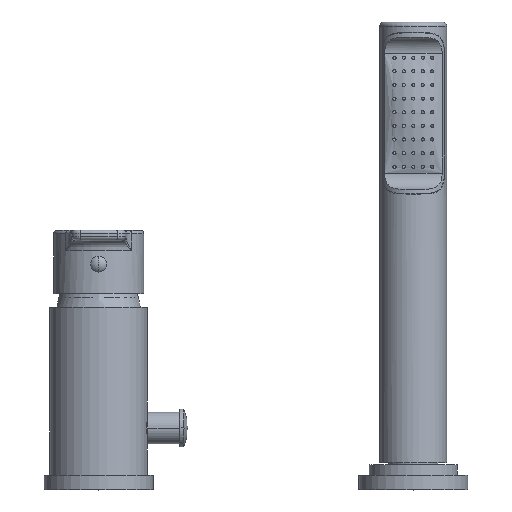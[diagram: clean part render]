
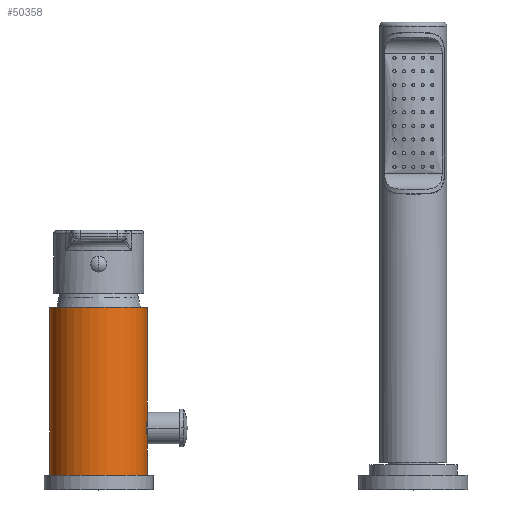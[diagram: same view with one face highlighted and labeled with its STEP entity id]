
A CAD part, top view. The second image highlights one B-rep face of the part: STEP entity #50358.
In plain terms, the highlighted cylindrical face has radius 23.25 mm (diameter 46.5 mm), a partial arc.
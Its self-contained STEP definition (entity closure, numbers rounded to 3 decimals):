
#13785=CARTESIAN_POINT('',(0.,80.,0.));
#13786=DIRECTION('',(0.,-1.,0.));
#13787=DIRECTION('',(1.,0.,0.));
#13788=AXIS2_PLACEMENT_3D('',#13785,#13786,#13787);
#13805=DIRECTION('',(0.,1.,0.));
#13806=VECTOR('',#13805,14.422);
#13807=CARTESIAN_POINT('',(23.25,0.,0.));
#13808=LINE('',#13807,#13806);
#13901=DIRECTION('',(0.,1.,0.));
#13902=VECTOR('',#13901,49.422);
#13903=CARTESIAN_POINT('',(23.25,30.578,0.));
#13904=LINE('',#13903,#13902);
#13905=DIRECTION('',(0.,1.,0.));
#13906=VECTOR('',#13905,80.);
#13907=CARTESIAN_POINT('',(-23.25,0.,0.));
#13908=LINE('',#13907,#13906);
#18059=CARTESIAN_POINT('',(0.,0.,0.));
#18060=DIRECTION('',(0.,-1.,0.));
#18061=DIRECTION('',(1.,0.,0.));
#18062=AXIS2_PLACEMENT_3D('',#18059,#18060,#18061);
#18064=CARTESIAN_POINT('',(22.81,22.5,4.5));
#18065=CARTESIAN_POINT('',(22.81,22.66,4.5));
#18066=CARTESIAN_POINT('',(22.812,22.98,4.492));
#18067=CARTESIAN_POINT('',(22.819,23.46,4.455));
#18068=CARTESIAN_POINT('',(22.831,23.937,4.395));
#18069=CARTESIAN_POINT('',(22.847,24.412,4.31));
#18070=CARTESIAN_POINT('',(22.867,24.882,4.201));
#18071=CARTESIAN_POINT('',(22.892,25.347,4.068));
#18072=CARTESIAN_POINT('',(22.919,25.806,3.911));
#18073=CARTESIAN_POINT('',(22.949,26.257,3.73));
#18074=CARTESIAN_POINT('',(22.981,26.699,3.526));
#18075=CARTESIAN_POINT('',(23.015,27.131,3.3));
#18076=CARTESIAN_POINT('',(23.049,27.55,3.051));
#18077=CARTESIAN_POINT('',(23.084,27.957,2.782));
#18078=CARTESIAN_POINT('',(23.117,28.348,2.492));
#18079=CARTESIAN_POINT('',(23.148,28.723,2.183));
#18080=CARTESIAN_POINT('',(23.177,29.081,1.857));
#18081=CARTESIAN_POINT('',(23.202,29.421,1.513));
#18082=CARTESIAN_POINT('',(23.222,29.742,1.155));
#18083=CARTESIAN_POINT('',(23.238,30.042,
0.783));
#18084=CARTESIAN_POINT('',(23.248,30.322,
0.398));
#18085=CARTESIAN_POINT('',(23.25,30.495,0.134));
#18086=CARTESIAN_POINT('',(23.25,30.578,0.));
#18088=CARTESIAN_POINT('',(23.25,14.422,0.));
#18089=CARTESIAN_POINT('',(23.25,14.505,0.134));
#18090=CARTESIAN_POINT('',(23.248,14.678,
0.398));
#18091=CARTESIAN_POINT('',(23.238,14.958,
0.783));
#18092=CARTESIAN_POINT('',(23.222,15.258,1.155));
#18093=CARTESIAN_POINT('',(23.202,15.579,1.513));
#18094=CARTESIAN_POINT('',(23.177,15.919,1.857));
#18095=CARTESIAN_POINT('',(23.148,16.277,2.183));
#18096=CARTESIAN_POINT('',(23.117,16.652,2.492));
#18097=CARTESIAN_POINT('',(23.084,17.043,2.782));
#18098=CARTESIAN_POINT('',(23.049,17.45,3.051));
#18099=CARTESIAN_POINT('',(23.015,17.869,3.3));
#18100=CARTESIAN_POINT('',(22.981,18.301,3.526));
#18101=CARTESIAN_POINT('',(22.949,18.743,3.73));
#18102=CARTESIAN_POINT('',(22.919,19.194,3.911));
#18103=CARTESIAN_POINT('',(22.892,19.653,4.068));
#18104=CARTESIAN_POINT('',(22.867,20.118,4.201));
#18105=CARTESIAN_POINT('',(22.847,20.588,4.31));
#18106=CARTESIAN_POINT('',(22.831,21.063,4.395));
#18107=CARTESIAN_POINT('',(22.819,21.54,4.455));
#18108=CARTESIAN_POINT('',(22.812,22.02,4.492));
#18109=CARTESIAN_POINT('',(22.81,22.34,4.5));
#18110=CARTESIAN_POINT('',(22.81,22.5,4.5));
#21079=CARTESIAN_POINT('',(23.25,80.,0.));
#21080=CARTESIAN_POINT('',(-23.25,80.,0.));
#21081=VERTEX_POINT('',#21079);
#21082=VERTEX_POINT('',#21080);
#21101=VERTEX_POINT('',#18088);
#21102=VERTEX_POINT('',#18110);
#21103=VERTEX_POINT('',#18086);
#24847=CARTESIAN_POINT('',(23.25,0.,0.));
#24848=CARTESIAN_POINT('',(-23.25,0.,0.));
#24849=VERTEX_POINT('',#24847);
#24850=VERTEX_POINT('',#24848);
#50344=CARTESIAN_POINT('',(0.,86.5,0.));
#50345=DIRECTION('',(0.,-1.,0.));
#50346=DIRECTION('',(-1.,0.,0.));
#50347=AXIS2_PLACEMENT_3D('',#50344,#50345,#50346);
#50348=CYLINDRICAL_SURFACE('',#50347,23.25);
#50349=ORIENTED_EDGE('',*,*,#44477,.T.);
#50350=ORIENTED_EDGE('',*,*,#44454,.T.);
#50351=ORIENTED_EDGE('',*,*,#44421,.F.);
#50352=ORIENTED_EDGE('',*,*,#44451,.F.);
#50353=ORIENTED_EDGE('',*,*,#50330,.F.);
#50354=ORIENTED_EDGE('',*,*,#50309,.F.);
#50355=ORIENTED_EDGE('',*,*,#44445,.F.);
#50356=EDGE_LOOP('',(#50349,#50350,#50351,#50352,#50353,#50354,#50355));
#50357=FACE_OUTER_BOUND('',#50356,.F.);
#50358=ADVANCED_FACE('',(#50357),#50348,.T.);
#13789=CIRCLE('',#13788,23.25);
#18063=CIRCLE('',#18062,23.25);
#18087=B_SPLINE_CURVE_WITH_KNOTS('',3,(#18064,#18065,#18066,#18067,#18068,
#18069,#18070,#18071,#18072,#18073,#18074,#18075,#18076,#18077,#18078,#18079,
#18080,#18081,#18082,#18083,#18084,#18085,#18086),.UNSPECIFIED.,.F.,.F.,(4,1,1,
1,1,1,1,1,1,1,1,1,1,1,1,1,1,1,1,1,4),(0.,0.05,0.1,0.15,0.2,0.25,
0.3,0.35,0.4,0.45,0.5,0.55,0.6,0.65,0.7,0.75,0.8,0.85,
0.9,0.95,1.),.UNSPECIFIED.);
#18111=B_SPLINE_CURVE_WITH_KNOTS('',3,(#18088,#18089,#18090,#18091,#18092,
#18093,#18094,#18095,#18096,#18097,#18098,#18099,#18100,#18101,#18102,#18103,
#18104,#18105,#18106,#18107,#18108,#18109,#18110),.UNSPECIFIED.,.F.,.F.,(4,1,1,
1,1,1,1,1,1,1,1,1,1,1,1,1,1,1,1,1,4),(0.,0.05,0.1,0.15,0.2,0.25,
0.3,0.35,0.4,0.45,0.5,0.55,0.6,0.65,0.7,0.75,0.8,0.85,
0.9,0.95,1.),.UNSPECIFIED.);
#44421=EDGE_CURVE('',#21081,#21082,#13789,.T.);
#44445=EDGE_CURVE('',#24849,#21101,#13808,.T.);
#44451=EDGE_CURVE('',#21103,#21081,#13904,.T.);
#44454=EDGE_CURVE('',#24850,#21082,#13908,.T.);
#44477=EDGE_CURVE('',#24849,#24850,#18063,.T.);
#50309=EDGE_CURVE('',#21101,#21102,#18111,.T.);
#50330=EDGE_CURVE('',#21102,#21103,#18087,.T.);
